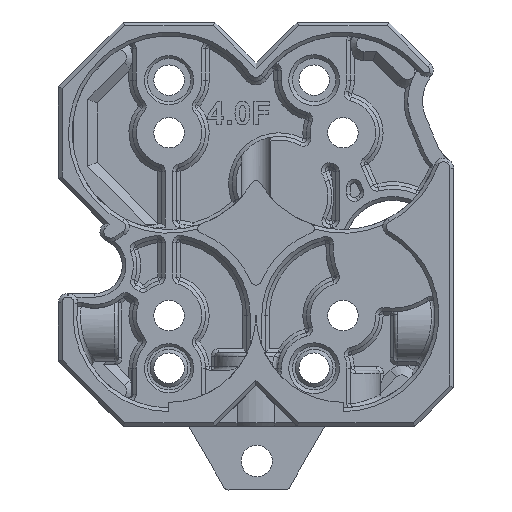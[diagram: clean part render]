
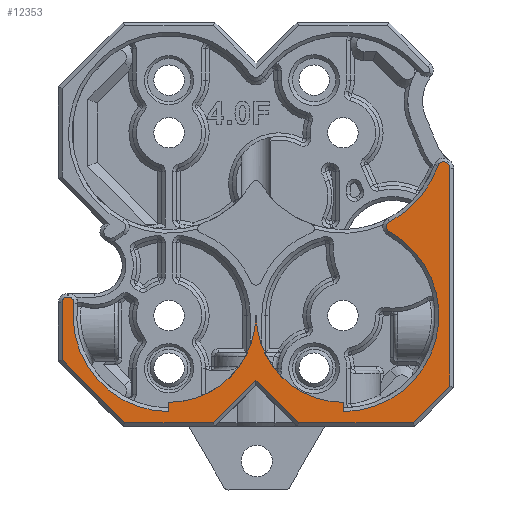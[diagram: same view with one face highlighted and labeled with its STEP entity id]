
A CAD part, front view. The second image highlights one B-rep face of the part: STEP entity #12353.
In plain terms, the highlighted planar face has unit normal (0, -1, 0).
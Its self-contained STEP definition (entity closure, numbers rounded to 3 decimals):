
#871=CIRCLE('',#13291,9.4);
#872=CIRCLE('',#13293,10.4);
#873=CIRCLE('',#13294,0.6);
#874=CIRCLE('',#13295,0.6);
#875=CIRCLE('',#13296,0.6);
#876=CIRCLE('',#13297,4.9);
#877=CIRCLE('',#13298,0.6);
#878=CIRCLE('',#13299,10.9);
#879=CIRCLE('',#13300,0.6);
#880=CIRCLE('',#13301,10.4);
#881=CIRCLE('',#13302,9.4);
#1385=FACE_OUTER_BOUND('',#2201,.T.);
#2201=EDGE_LOOP('',(#8524,#8525,#8526,#8527,#8528,#8529,#8530,#8531,#8532,
#8533,#8534,#8535,#8536,#8537,#8538,#8539,#8540,#8541,#8542,#8543,#8544,
#8545,#8546));
#3087=LINE('',#18974,#4183);
#3091=LINE('',#19011,#4187);
#3092=LINE('',#19017,#4188);
#3093=LINE('',#19021,#4189);
#3094=LINE('',#19023,#4190);
#3095=LINE('',#19025,#4191);
#3096=LINE('',#19027,#4192);
#3097=LINE('',#19029,#4193);
#3098=LINE('',#19031,#4194);
#3099=LINE('',#19033,#4195);
#3100=LINE('',#19035,#4196);
#3101=LINE('',#19049,#4197);
#4183=VECTOR('',#14942,10.);
#4187=VECTOR('',#14958,10.);
#4188=VECTOR('',#14963,10.);
#4189=VECTOR('',#14966,10.);
#4190=VECTOR('',#14967,10.);
#4191=VECTOR('',#14968,10.);
#4192=VECTOR('',#14969,10.);
#4193=VECTOR('',#14970,10.);
#4194=VECTOR('',#14971,10.);
#4195=VECTOR('',#14972,10.);
#4196=VECTOR('',#14973,10.);
#4197=VECTOR('',#14986,10.);
#5384=VERTEX_POINT('',#18970);
#5385=VERTEX_POINT('',#18972);
#5393=VERTEX_POINT('',#19006);
#5394=VERTEX_POINT('',#19010);
#5395=VERTEX_POINT('',#19012);
#5396=VERTEX_POINT('',#19014);
#5397=VERTEX_POINT('',#19016);
#5398=VERTEX_POINT('',#19018);
#5399=VERTEX_POINT('',#19020);
#5400=VERTEX_POINT('',#19022);
#5401=VERTEX_POINT('',#19024);
#5402=VERTEX_POINT('',#19026);
#5403=VERTEX_POINT('',#19028);
#5404=VERTEX_POINT('',#19030);
#5405=VERTEX_POINT('',#19032);
#5406=VERTEX_POINT('',#19034);
#5407=VERTEX_POINT('',#19036);
#5408=VERTEX_POINT('',#19038);
#5409=VERTEX_POINT('',#19040);
#5410=VERTEX_POINT('',#19042);
#5411=VERTEX_POINT('',#19044);
#5412=VERTEX_POINT('',#19046);
#5413=VERTEX_POINT('',#19048);
#6540=EDGE_CURVE('',#5384,#5385,#3087,.T.);
#6550=EDGE_CURVE('',#5393,#5385,#871,.T.);
#6551=EDGE_CURVE('',#5393,#5394,#3091,.T.);
#6552=EDGE_CURVE('',#5395,#5394,#872,.T.);
#6553=EDGE_CURVE('',#5396,#5395,#873,.T.);
#6554=EDGE_CURVE('',#5397,#5396,#3092,.T.);
#6555=EDGE_CURVE('',#5398,#5397,#874,.T.);
#6556=EDGE_CURVE('',#5399,#5398,#3093,.T.);
#6557=EDGE_CURVE('',#5400,#5399,#3094,.T.);
#6558=EDGE_CURVE('',#5401,#5400,#3095,.T.);
#6559=EDGE_CURVE('',#5402,#5401,#3096,.T.);
#6560=EDGE_CURVE('',#5403,#5402,#3097,.T.);
#6561=EDGE_CURVE('',#5404,#5403,#3098,.T.);
#6562=EDGE_CURVE('',#5405,#5404,#3099,.T.);
#6563=EDGE_CURVE('',#5406,#5405,#3100,.T.);
#6564=EDGE_CURVE('',#5407,#5406,#875,.T.);
#6565=EDGE_CURVE('',#5408,#5407,#876,.T.);
#6566=EDGE_CURVE('',#5409,#5408,#877,.T.);
#6567=EDGE_CURVE('',#5410,#5409,#878,.T.);
#6568=EDGE_CURVE('',#5411,#5410,#879,.T.);
#6569=EDGE_CURVE('',#5412,#5411,#880,.T.);
#6570=EDGE_CURVE('',#5412,#5413,#3101,.T.);
#6571=EDGE_CURVE('',#5384,#5413,#881,.T.);
#8524=ORIENTED_EDGE('',*,*,#6540,.T.);
#8525=ORIENTED_EDGE('',*,*,#6550,.F.);
#8526=ORIENTED_EDGE('',*,*,#6551,.T.);
#8527=ORIENTED_EDGE('',*,*,#6552,.F.);
#8528=ORIENTED_EDGE('',*,*,#6553,.F.);
#8529=ORIENTED_EDGE('',*,*,#6554,.F.);
#8530=ORIENTED_EDGE('',*,*,#6555,.F.);
#8531=ORIENTED_EDGE('',*,*,#6556,.F.);
#8532=ORIENTED_EDGE('',*,*,#6557,.F.);
#8533=ORIENTED_EDGE('',*,*,#6558,.F.);
#8534=ORIENTED_EDGE('',*,*,#6559,.F.);
#8535=ORIENTED_EDGE('',*,*,#6560,.F.);
#8536=ORIENTED_EDGE('',*,*,#6561,.F.);
#8537=ORIENTED_EDGE('',*,*,#6562,.F.);
#8538=ORIENTED_EDGE('',*,*,#6563,.F.);
#8539=ORIENTED_EDGE('',*,*,#6564,.F.);
#8540=ORIENTED_EDGE('',*,*,#6565,.F.);
#8541=ORIENTED_EDGE('',*,*,#6566,.F.);
#8542=ORIENTED_EDGE('',*,*,#6567,.F.);
#8543=ORIENTED_EDGE('',*,*,#6568,.F.);
#8544=ORIENTED_EDGE('',*,*,#6569,.F.);
#8545=ORIENTED_EDGE('',*,*,#6570,.T.);
#8546=ORIENTED_EDGE('',*,*,#6571,.F.);
#12031=PLANE('',#13292);
#12353=ADVANCED_FACE('',(#1385),#12031,.F.);
#13291=AXIS2_PLACEMENT_3D('',#19008,#14954,#14955);
#13292=AXIS2_PLACEMENT_3D('',#19009,#14956,#14957);
#13293=AXIS2_PLACEMENT_3D('',#19013,#14959,#14960);
#13294=AXIS2_PLACEMENT_3D('',#19015,#14961,#14962);
#13295=AXIS2_PLACEMENT_3D('',#19019,#14964,#14965);
#13296=AXIS2_PLACEMENT_3D('',#19037,#14974,#14975);
#13297=AXIS2_PLACEMENT_3D('',#19039,#14976,#14977);
#13298=AXIS2_PLACEMENT_3D('',#19041,#14978,#14979);
#13299=AXIS2_PLACEMENT_3D('',#19043,#14980,#14981);
#13300=AXIS2_PLACEMENT_3D('',#19045,#14982,#14983);
#13301=AXIS2_PLACEMENT_3D('',#19047,#14984,#14985);
#13302=AXIS2_PLACEMENT_3D('',#19050,#14987,#14988);
#14942=DIRECTION('',(-1.,0.,0.));
#14954=DIRECTION('center_axis',(0.,-1.,0.));
#14955=DIRECTION('ref_axis',(-1.,0.,0.));
#14956=DIRECTION('center_axis',(0.,1.,0.));
#14957=DIRECTION('ref_axis',(-1.,0.,0.));
#14958=DIRECTION('',(0.,0.,-1.));
#14959=DIRECTION('center_axis',(0.,-1.,0.));
#14960=DIRECTION('ref_axis',(-1.,0.,0.));
#14961=DIRECTION('center_axis',(0.,1.,0.));
#14962=DIRECTION('ref_axis',(0.751,0.,0.661));
#14963=DIRECTION('',(1.,0.,0.));
#14964=DIRECTION('center_axis',(0.,1.,0.));
#14965=DIRECTION('ref_axis',(-0.707,0.,0.707));
#14966=DIRECTION('',(0.,0.,1.));
#14967=DIRECTION('',(-0.707,0.,0.707));
#14968=DIRECTION('',(-1.,0.,0.));
#14969=DIRECTION('',(-0.707,0.,-0.707));
#14970=DIRECTION('',(-0.707,0.,0.707));
#14971=DIRECTION('',(-1.,0.,0.));
#14972=DIRECTION('',(-0.707,0.,-0.707));
#14973=DIRECTION('',(0.,0.,-1.));
#14974=DIRECTION('center_axis',(0.,1.,0.));
#14975=DIRECTION('ref_axis',(0.893,0.,0.45));
#14976=DIRECTION('center_axis',(0.,-1.,0.));
#14977=DIRECTION('ref_axis',(-0.94,0.,-0.342));
#14978=DIRECTION('center_axis',(0.,1.,0.));
#14979=DIRECTION('ref_axis',(-0.282,0.,0.959));
#14980=DIRECTION('center_axis',(0.,-1.,0.));
#14981=DIRECTION('ref_axis',(1.,0.,0.));
#14982=DIRECTION('center_axis',(0.,1.,0.));
#14983=DIRECTION('ref_axis',(-1.,0.,0.012));
#14984=DIRECTION('center_axis',(0.,-1.,0.));
#14985=DIRECTION('ref_axis',(1.,0.,0.));
#14986=DIRECTION('',(0.,0.,1.));
#14987=DIRECTION('center_axis',(0.,-1.,0.));
#14988=DIRECTION('ref_axis',(-1.,0.,0.));
#18970=CARTESIAN_POINT('',(70.025,-22.167,120.175));
#18972=CARTESIAN_POINT('',(69.975,-22.167,120.175));
#18974=CARTESIAN_POINT('',(70.087,-22.167,120.175));
#19006=CARTESIAN_POINT('',(60.5,-22.167,110.775));
#19008=CARTESIAN_POINT('Origin',(60.575,-22.167,120.175));
#19009=CARTESIAN_POINT('Origin',(70.,-22.167,130.088));
#19010=CARTESIAN_POINT('',(60.5,-22.167,109.775));
#19011=CARTESIAN_POINT('',(60.5,-22.167,119.131));
#19012=CARTESIAN_POINT('',(50.26,-22.167,121.499));
#19013=CARTESIAN_POINT('Origin',(60.575,-22.167,120.175));
#19014=CARTESIAN_POINT('',(49.665,-22.167,122.176));
#19015=CARTESIAN_POINT('Origin',(49.665,-22.167,121.576));
#19016=CARTESIAN_POINT('',(49.575,-22.167,122.176));
#19017=CARTESIAN_POINT('',(59.287,-22.167,122.176));
#19018=CARTESIAN_POINT('',(48.975,-22.167,121.576));
#19019=CARTESIAN_POINT('Origin',(49.575,-22.167,121.576));
#19020=CARTESIAN_POINT('',(48.975,-22.167,115.37));
#19021=CARTESIAN_POINT('',(48.975,-22.167,132.558));
#19022=CARTESIAN_POINT('',(55.77,-22.167,108.575));
#19023=CARTESIAN_POINT('',(54.008,-22.167,110.337));
#19024=CARTESIAN_POINT('',(65.38,-22.167,108.575));
#19025=CARTESIAN_POINT('',(67.773,-22.167,108.575));
#19026=CARTESIAN_POINT('',(70.,-22.167,113.195));
#19027=CARTESIAN_POINT('',(74.082,-22.167,117.277));
#19028=CARTESIAN_POINT('',(74.62,-22.167,108.575));
#19029=CARTESIAN_POINT('',(68.146,-22.167,115.05));
#19030=CARTESIAN_POINT('',(87.058,-22.167,108.575));
#19031=CARTESIAN_POINT('',(67.773,-22.167,108.575));
#19032=CARTESIAN_POINT('',(91.025,-22.167,112.542));
#19033=CARTESIAN_POINT('',(90.921,-22.167,112.438));
#19034=CARTESIAN_POINT('',(91.025,-22.167,136.152));
#19035=CARTESIAN_POINT('',(91.025,-22.167,137.529));
#19036=CARTESIAN_POINT('',(90.782,-22.167,136.634));
#19037=CARTESIAN_POINT('Origin',(90.425,-22.167,136.152));
#19038=CARTESIAN_POINT('',(90.668,-22.167,136.721));
#19039=CARTESIAN_POINT('Origin',(93.7,-22.167,140.57));
#19040=CARTESIAN_POINT('',(89.729,-22.167,136.446));
#19041=CARTESIAN_POINT('Origin',(90.296,-22.167,136.25));
#19042=CARTESIAN_POINT('',(84.466,-22.167,130.336));
#19043=CARTESIAN_POINT('Origin',(79.425,-22.167,140.));
#19044=CARTESIAN_POINT('',(84.453,-22.167,129.279));
#19045=CARTESIAN_POINT('Origin',(84.744,-22.167,129.804));
#19046=CARTESIAN_POINT('',(79.5,-22.167,109.775));
#19047=CARTESIAN_POINT('Origin',(79.425,-22.167,120.175));
#19048=CARTESIAN_POINT('',(79.5,-22.167,110.775));
#19049=CARTESIAN_POINT('',(79.5,-22.167,119.131));
#19050=CARTESIAN_POINT('Origin',(79.425,-22.167,120.175));
